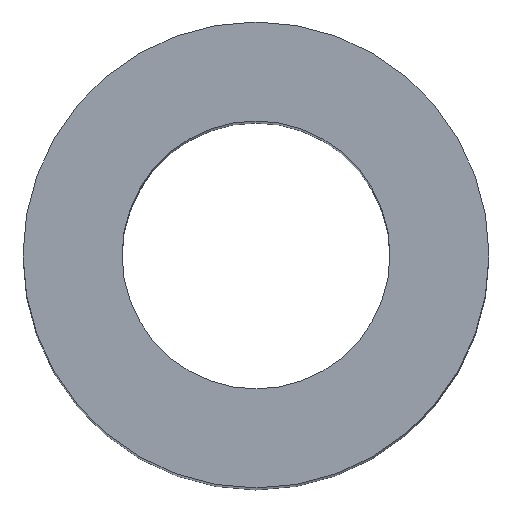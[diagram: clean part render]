
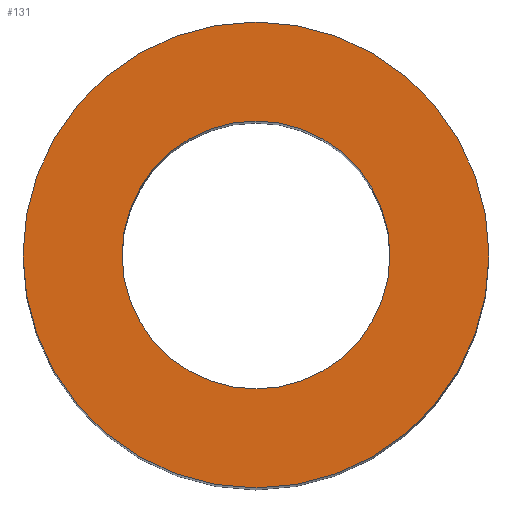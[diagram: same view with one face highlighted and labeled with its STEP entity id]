
A CAD part, top view. The second image highlights one B-rep face of the part: STEP entity #131.
In plain terms, the highlighted planar face has unit normal (0, 0, 1).
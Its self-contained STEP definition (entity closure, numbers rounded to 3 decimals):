
#4 = CIRCLE ( 'NONE', #98, 2. ) ;
#8 = AXIS2_PLACEMENT_3D ( 'NONE', #159, #148, #194 ) ;
#11 = CARTESIAN_POINT ( 'NONE',  ( -13.053, 30.059, 10. ) ) ;
#12 = CARTESIAN_POINT ( 'NONE',  ( -11.903, 30.059, 10. ) ) ;
#22 = CARTESIAN_POINT ( 'NONE',  ( -11.903, 30.059, 10. ) ) ;
#24 = EDGE_LOOP ( 'NONE', ( #38, #27 ) ) ;
#27 = ORIENTED_EDGE ( 'NONE', *, *, #196, .T. ) ;
#29 = DIRECTION ( 'NONE',  ( 1., 0., 0. ) ) ;
#34 = EDGE_LOOP ( 'NONE', ( #81, #140 ) ) ;
#35 = DIRECTION ( 'NONE',  ( 1., 0., 0. ) ) ;
#38 = ORIENTED_EDGE ( 'NONE', *, *, #87, .T. ) ;
#39 = PLANE ( 'NONE',  #198 ) ;
#55 = CARTESIAN_POINT ( 'NONE',  ( -10.753, 30.059, 10. ) ) ;
#56 = EDGE_CURVE ( 'NONE', #95, #143, #104, .T. ) ;
#64 = DIRECTION ( 'NONE',  ( 0., 0., 1. ) ) ;
#77 = CARTESIAN_POINT ( 'NONE',  ( -9.903, 30.059, 10. ) ) ;
#78 = AXIS2_PLACEMENT_3D ( 'NONE', #22, #137, #149 ) ;
#81 = ORIENTED_EDGE ( 'NONE', *, *, #162, .F. ) ;
#87 = EDGE_CURVE ( 'NONE', #153, #189, #180, .T. ) ;
#95 = VERTEX_POINT ( 'NONE', #11 ) ;
#96 = CARTESIAN_POINT ( 'NONE',  ( -11.903, 30.059, 10. ) ) ;
#98 = AXIS2_PLACEMENT_3D ( 'NONE', #96, #106, #35 ) ;
#99 = DIRECTION ( 'NONE',  ( 0., 0., 1. ) ) ;
#104 = CIRCLE ( 'NONE', #165, 1.15 ) ;
#106 = DIRECTION ( 'NONE',  ( 0., 0., 1. ) ) ;
#125 = CARTESIAN_POINT ( 'NONE',  ( -13.903, 30.059, 10. ) ) ;
#131 = ADVANCED_FACE ( 'NONE', ( #175, #132 ), #39, .T. ) ;
#132 = FACE_OUTER_BOUND ( 'NONE', #24, .T. ) ;
#137 = DIRECTION ( 'NONE',  ( 0., 0., 1. ) ) ;
#140 = ORIENTED_EDGE ( 'NONE', *, *, #56, .F. ) ;
#143 = VERTEX_POINT ( 'NONE', #55 ) ;
#148 = DIRECTION ( 'NONE',  ( 0., 0., 1. ) ) ;
#149 = DIRECTION ( 'NONE',  ( 1., 0., 0. ) ) ;
#153 = VERTEX_POINT ( 'NONE', #125 ) ;
#159 = CARTESIAN_POINT ( 'NONE',  ( -11.903, 30.059, 10. ) ) ;
#162 = EDGE_CURVE ( 'NONE', #143, #95, #163, .T. ) ;
#163 = CIRCLE ( 'NONE', #78, 1.15 ) ;
#165 = AXIS2_PLACEMENT_3D ( 'NONE', #170, #64, #186 ) ;
#170 = CARTESIAN_POINT ( 'NONE',  ( -11.903, 30.059, 10. ) ) ;
#175 = FACE_BOUND ( 'NONE', #34, .T. ) ;
#180 = CIRCLE ( 'NONE', #8, 2. ) ;
#186 = DIRECTION ( 'NONE',  ( 1., 0., 0. ) ) ;
#189 = VERTEX_POINT ( 'NONE', #77 ) ;
#194 = DIRECTION ( 'NONE',  ( 1., 0., 0. ) ) ;
#196 = EDGE_CURVE ( 'NONE', #189, #153, #4, .T. ) ;
#198 = AXIS2_PLACEMENT_3D ( 'NONE', #12, #99, #29 ) ;
